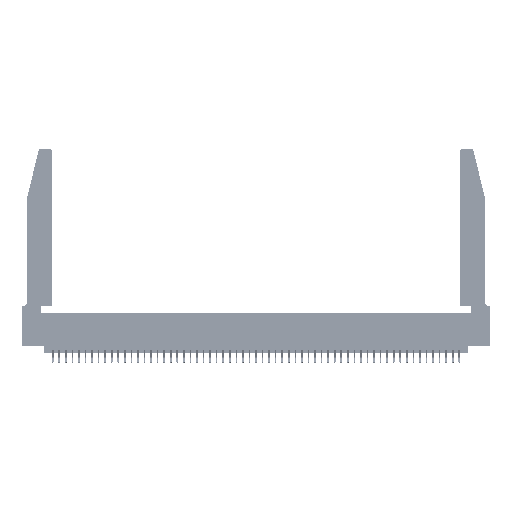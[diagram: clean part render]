
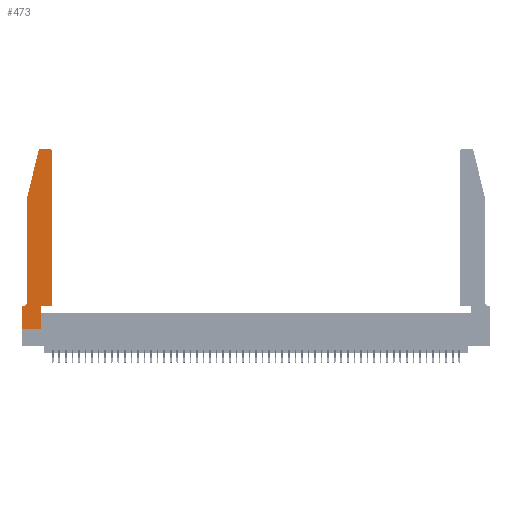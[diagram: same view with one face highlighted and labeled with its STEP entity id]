
A CAD part, top view. The second image highlights one B-rep face of the part: STEP entity #473.
In plain terms, the highlighted planar face has unit normal (0, 0, 1).
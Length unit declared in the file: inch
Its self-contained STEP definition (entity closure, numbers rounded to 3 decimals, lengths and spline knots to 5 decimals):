
#28 = EDGE_CURVE ( 'NONE', #23429, #26020, #3012, .T. ) ;
#473 = ADVANCED_FACE ( 'NONE', ( #46705 ), #41611, .T. ) ;
#822 = AXIS2_PLACEMENT_3D ( 'NONE', #39622, #15690, #43611 ) ;
#1399 = ORIENTED_EDGE ( 'NONE', *, *, #21096, .T. ) ;
#1712 = DIRECTION ( 'NONE',  ( 0., 0., 1. ) ) ;
#2320 = VERTEX_POINT ( 'NONE', #23526 ) ;
#2566 = EDGE_CURVE ( 'NONE', #42688, #2320, #17806, .T. ) ;
#3012 = CIRCLE ( 'NONE', #42888, 0.03 ) ;
#3015 = LINE ( 'NONE', #36359, #33747 ) ;
#4814 = LINE ( 'NONE', #41460, #46552 ) ;
#5425 = VECTOR ( 'NONE', #16075, 39.37008 ) ;
#5544 = CARTESIAN_POINT ( 'NONE',  ( 0.0055, 0.35, 0.37 ) ) ;
#6603 = VERTEX_POINT ( 'NONE', #30068 ) ;
#6655 = VERTEX_POINT ( 'NONE', #18150 ) ;
#6814 = EDGE_CURVE ( 'NONE', #43352, #6603, #3015, .T. ) ;
#7212 = ORIENTED_EDGE ( 'NONE', *, *, #18109, .T. ) ;
#7271 = DIRECTION ( 'NONE',  ( 0., 0., -1. ) ) ;
#8177 = EDGE_CURVE ( 'NONE', #26020, #10237, #4814, .T. ) ;
#8328 = DIRECTION ( 'NONE',  ( 0., 1., 0. ) ) ;
#9449 = DIRECTION ( 'NONE',  ( -0.239, -0.971, 0. ) ) ;
#9601 = CARTESIAN_POINT ( 'NONE',  ( 0., 0.35, 0.37 ) ) ;
#10237 = VERTEX_POINT ( 'NONE', #49020 ) ;
#11200 = ORIENTED_EDGE ( 'NONE', *, *, #48110, .T. ) ;
#12055 = CARTESIAN_POINT ( 'NONE',  ( 0.4505, 0.35, 0.37 ) ) ;
#12171 = ORIENTED_EDGE ( 'NONE', *, *, #2566, .T. ) ;
#13980 = CARTESIAN_POINT ( 'NONE',  ( 0.0755, 0.42, 0.37 ) ) ;
#14019 = ORIENTED_EDGE ( 'NONE', *, *, #28, .T. ) ;
#14639 = VERTEX_POINT ( 'NONE', #36767 ) ;
#14789 = CARTESIAN_POINT ( 'NONE',  ( 0.2605, 2.75, 0.37 ) ) ;
#14934 = ORIENTED_EDGE ( 'NONE', *, *, #15950, .T. ) ;
#15323 = LINE ( 'NONE', #14789, #24717 ) ;
#15472 = ORIENTED_EDGE ( 'NONE', *, *, #17642, .T. ) ;
#15690 = DIRECTION ( 'NONE',  ( 0., 0., 1. ) ) ;
#15846 = VERTEX_POINT ( 'NONE', #13980 ) ;
#15950 = EDGE_CURVE ( 'NONE', #15846, #42688, #33550, .T. ) ;
#16075 = DIRECTION ( 'NONE',  ( 0., 1., 0. ) ) ;
#16565 = EDGE_CURVE ( 'NONE', #6655, #23429, #15323, .T. ) ;
#16755 = CARTESIAN_POINT ( 'NONE',  ( 0.4505, 2.72, 0.37 ) ) ;
#17310 = LINE ( 'NONE', #45419, #26695 ) ;
#17642 = EDGE_CURVE ( 'NONE', #2320, #14639, #51353, .T. ) ;
#17806 = LINE ( 'NONE', #37121, #27198 ) ;
#18109 = EDGE_CURVE ( 'NONE', #19311, #6655, #27665, .T. ) ;
#18150 = CARTESIAN_POINT ( 'NONE',  ( 0.4205, 2.75, 0.37 ) ) ;
#18787 = DIRECTION ( 'NONE',  ( -1., 0., 0. ) ) ;
#19097 = DIRECTION ( 'NONE',  ( 0., 0., 1. ) ) ;
#19311 = VERTEX_POINT ( 'NONE', #16755 ) ;
#19900 = ORIENTED_EDGE ( 'NONE', *, *, #6814, .T. ) ;
#20955 = CARTESIAN_POINT ( 'NONE',  ( 0., 0., 0.37 ) ) ;
#21096 = EDGE_CURVE ( 'NONE', #27455, #19311, #37350, .T. ) ;
#21460 = CARTESIAN_POINT ( 'NONE',  ( 0.4505, 0.35, 0.37 ) ) ;
#22481 = EDGE_LOOP ( 'NONE', ( #29965, #14019, #49117, #11200, #14934, #12171, #15472, #27627, #19900, #24727, #1399, #7212 ) ) ;
#23429 = VERTEX_POINT ( 'NONE', #48898 ) ;
#23526 = CARTESIAN_POINT ( 'NONE',  ( 0., 0.35, 0.37 ) ) ;
#24717 = VECTOR ( 'NONE', #18787, 39.37008 ) ;
#24727 = ORIENTED_EDGE ( 'NONE', *, *, #36260, .T. ) ;
#25017 = DIRECTION ( 'NONE',  ( 0., -1., 0. ) ) ;
#25078 = DIRECTION ( 'NONE',  ( -1., 0., 0. ) ) ;
#25501 = DIRECTION ( 'NONE',  ( 1., 0., 0. ) ) ;
#26020 = VERTEX_POINT ( 'NONE', #42687 ) ;
#26695 = VECTOR ( 'NONE', #33622, 39.37008 ) ;
#27198 = VECTOR ( 'NONE', #25078, 39.37008 ) ;
#27455 = VERTEX_POINT ( 'NONE', #47033 ) ;
#27627 = ORIENTED_EDGE ( 'NONE', *, *, #39062, .T. ) ;
#27665 = CIRCLE ( 'NONE', #822, 0.03 ) ;
#29745 = DIRECTION ( 'NONE',  ( 1., 0., 0. ) ) ;
#29965 = ORIENTED_EDGE ( 'NONE', *, *, #16565, .T. ) ;
#30051 = VECTOR ( 'NONE', #25501, 39.37008 ) ;
#30068 = CARTESIAN_POINT ( 'NONE',  ( 0.2865, 0.35, 0.37 ) ) ;
#30213 = AXIS2_PLACEMENT_3D ( 'NONE', #9601, #1712, #29745 ) ;
#31254 = CARTESIAN_POINT ( 'NONE',  ( 0.0055, 0.42, 0.37 ) ) ;
#33550 = CIRCLE ( 'NONE', #36353, 0.07 ) ;
#33622 = DIRECTION ( 'NONE',  ( 1., 0., 0. ) ) ;
#33747 = VECTOR ( 'NONE', #8328, 39.37008 ) ;
#35300 = DIRECTION ( 'NONE',  ( -1., 0., 0. ) ) ;
#36260 = EDGE_CURVE ( 'NONE', #6603, #27455, #51184, .T. ) ;
#36353 = AXIS2_PLACEMENT_3D ( 'NONE', #31254, #7271, #35300 ) ;
#36359 = CARTESIAN_POINT ( 'NONE',  ( 0.2865, 0.35, 0.37 ) ) ;
#36767 = CARTESIAN_POINT ( 'NONE',  ( 0., 0., 0.37 ) ) ;
#37121 = CARTESIAN_POINT ( 'NONE',  ( 0.0755, 0.35, 0.37 ) ) ;
#37350 = LINE ( 'NONE', #12055, #5425 ) ;
#37556 = VECTOR ( 'NONE', #48109, 39.37008 ) ;
#38805 = LINE ( 'NONE', #44134, #37556 ) ;
#39062 = EDGE_CURVE ( 'NONE', #14639, #43352, #17310, .T. ) ;
#39622 = CARTESIAN_POINT ( 'NONE',  ( 0.4205, 2.72, 0.37 ) ) ;
#41460 = CARTESIAN_POINT ( 'NONE',  ( 0.0755, 2., 0.37 ) ) ;
#41611 = PLANE ( 'NONE',  #30213 ) ;
#41841 = CARTESIAN_POINT ( 'NONE',  ( 0.2865, 0., 0.37 ) ) ;
#42687 = CARTESIAN_POINT ( 'NONE',  ( 0.25487, 2.72718, 0.37 ) ) ;
#42688 = VERTEX_POINT ( 'NONE', #5544 ) ;
#42888 = AXIS2_PLACEMENT_3D ( 'NONE', #43023, #19097, #46981 ) ;
#43023 = CARTESIAN_POINT ( 'NONE',  ( 0.284, 2.72, 0.37 ) ) ;
#43352 = VERTEX_POINT ( 'NONE', #41841 ) ;
#43611 = DIRECTION ( 'NONE',  ( 1., 0., 0. ) ) ;
#44134 = CARTESIAN_POINT ( 'NONE',  ( 0.0755, 2., 0.37 ) ) ;
#45419 = CARTESIAN_POINT ( 'NONE',  ( 0., 0., 0.37 ) ) ;
#46552 = VECTOR ( 'NONE', #9449, 39.37008 ) ;
#46705 = FACE_OUTER_BOUND ( 'NONE', #22481, .T. ) ;
#46981 = DIRECTION ( 'NONE',  ( 1., 0., 0. ) ) ;
#47033 = CARTESIAN_POINT ( 'NONE',  ( 0.4505, 0.35, 0.37 ) ) ;
#48110 = EDGE_CURVE ( 'NONE', #10237, #15846, #38805, .T. ) ;
#48109 = DIRECTION ( 'NONE',  ( 0., -1., 0. ) ) ;
#48898 = CARTESIAN_POINT ( 'NONE',  ( 0.284, 2.75, 0.37 ) ) ;
#49020 = CARTESIAN_POINT ( 'NONE',  ( 0.0755, 2., 0.37 ) ) ;
#49117 = ORIENTED_EDGE ( 'NONE', *, *, #8177, .T. ) ;
#50109 = VECTOR ( 'NONE', #25017, 39.37008 ) ;
#51184 = LINE ( 'NONE', #21460, #30051 ) ;
#51353 = LINE ( 'NONE', #20955, #50109 ) ;
